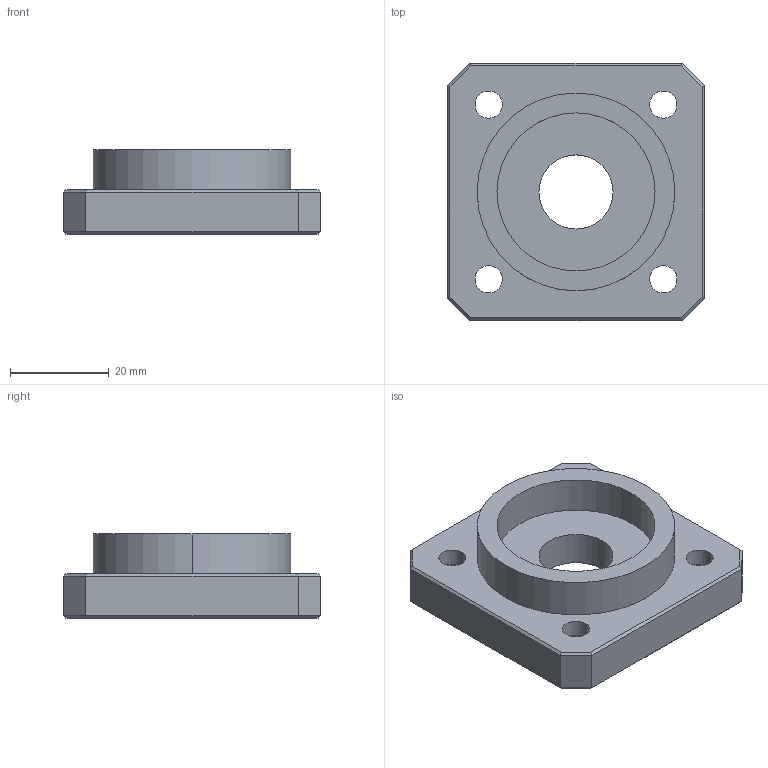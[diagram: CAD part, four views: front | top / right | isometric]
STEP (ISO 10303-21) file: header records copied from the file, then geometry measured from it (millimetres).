
FILE_DESCRIPTION (( 'STEP AP214' ), '1' );
FILE_NAME ('B609 Îïîðà õîäîâîãî âèíòà FF-15.STEP', '2026-02-09T09:54:11', ( '' ), ( '' ), 'SwSTEP 2.0', 'SolidWorks 2026', '' );
FILE_SCHEMA (( 'AUTOMOTIVE_DESIGN' ));
Length unit declared in the file: millimetre
Products named in the file (1): B609 Опора ходового винта FF-15
Bounding box: 52 x 52 x 17 mm (x, y, z)
Volume: 22804 mm3; surface area: 11090.7 mm2
Topology: 2 solids, 2 shells, 57 faces, 128 edges, 80 vertices
Faces by surface type: plane 33, cylinder 24
Entity records: 1638 total; most frequent: DIRECTION 292, CARTESIAN_POINT 266, ORIENTED_EDGE 256, EDGE_CURVE 128, AXIS2_PLACEMENT_3D 106, VECTOR 80, LINE 80, VERTEX_POINT 80
